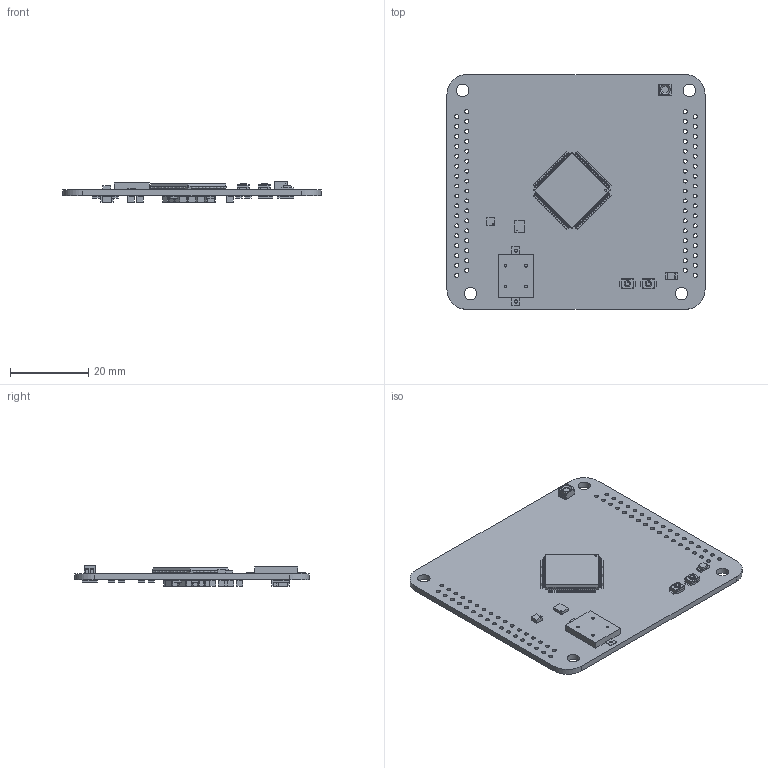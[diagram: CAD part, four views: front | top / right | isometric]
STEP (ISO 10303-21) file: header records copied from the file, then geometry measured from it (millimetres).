
FILE_DESCRIPTION(('KiCad electronic assembly'),'2;1');
FILE_NAME('MainFlightComputer_R2_pcb.step','2026-02-27T11:22:53',( 'Pcbnew'),('Kicad'),'Open CASCADE STEP processor 7.9', 'KiCad to STEP converter','Unknown');
FILE_SCHEMA(('AUTOMOTIVE_DESIGN { 1 0 10303 214 1 1 1 1 }'));
Length unit declared in the file: millimetre
Products named in the file (11): MainFlightComputer_R2_pcb 1; LGA-12_2x2mm_P0.5mm; SW_SPST_B3U-1000P; LED_1206_3216Metric; LED_RGB_Wuerth-PLCC4_3.2x2.8mm_150141M173100; LQFP-100_14x14mm_P0.5mm; Buzzer_Mallory_AST1109MLTRQ; LGA-14_3x2.5mm_P0.5mm_LayoutBorder3x4y; R_1206_3216Metric; C_1206_3216Metric; MainFlightComputer_R2_PCB
Assembly tree (44 placements, depth 2):
  MainFlightComputer_R2_pcb 1
    LGA-12_2x2mm_P0.5mm
    SW_SPST_B3U-1000P  x2
    LED_1206_3216Metric
    LED_RGB_Wuerth-PLCC4_3.2x2.8mm_150141M173100
    LQFP-100_14x14mm_P0.5mm
    Buzzer_Mallory_AST1109MLTRQ
    LGA-14_3x2.5mm_P0.5mm_LayoutBorder3x4y
    R_1206_3216Metric  x16
    C_1206_3216Metric  x19
    MainFlightComputer_R2_PCB
Bounding box: 66 x 60 x 5.33 mm (x, y, z)
Volume: 6491.2 mm3; surface area: 10209.1 mm2
Topology: 44 solids, 44 shells, 3002 faces, 8061 edges, 5195 vertices
Faces by surface type: plane 2091, cylinder 876, bspline 26, sphere 4, cone 3, torus 2
Full cylindrical faces by diameter (mm): 0.2 x1, 0.35 x1, 0.7 x4, 0.8 x2, 1 x68, 1.6 x2, 1.867 x1, 3.2 x4
Entity records: 81303 total; most frequent: CARTESIAN_POINT 11472, ORIENTED_EDGE 11016, DIRECTION 10612, EDGE_CURVE 5504, LINE 4380, VECTOR 4380, VERTEX_POINT 3523, AXIS2_PLACEMENT_3D 3116
